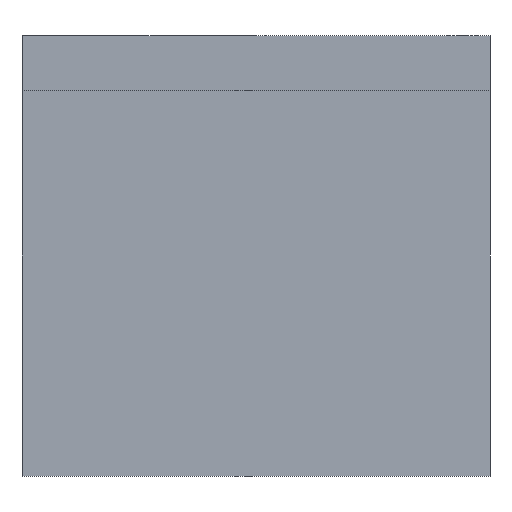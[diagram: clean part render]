
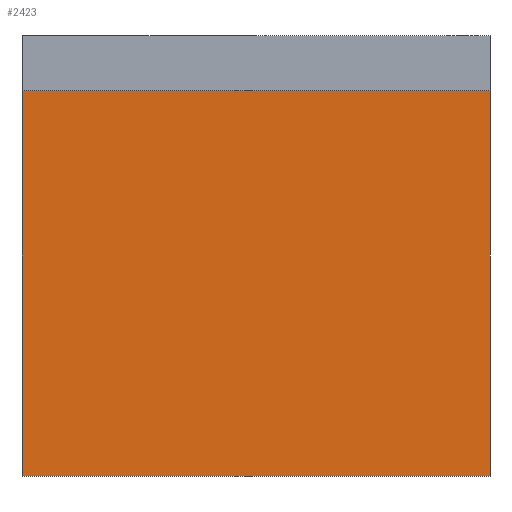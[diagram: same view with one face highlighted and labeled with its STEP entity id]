
A CAD part, left-side view. The second image highlights one B-rep face of the part: STEP entity #2423.
In plain terms, the highlighted planar face has unit normal (-1, 0, 0).
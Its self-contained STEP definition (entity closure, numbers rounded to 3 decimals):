
#22 = VERTEX_POINT('',#23);
#23 = CARTESIAN_POINT('',(-27.5,42.5,-80.));
#32 = PLANE('',#33);
#33 = AXIS2_PLACEMENT_3D('',#34,#35,#36);
#34 = CARTESIAN_POINT('',(-42.5,42.5,-80.));
#35 = DIRECTION('',(0.,1.,0.));
#36 = DIRECTION('',(1.,0.,0.));
#44 = PLANE('',#45);
#45 = AXIS2_PLACEMENT_3D('',#46,#47,#48);
#46 = CARTESIAN_POINT('',(0.,0.,-80.));
#47 = DIRECTION('',(-0.,-0.,-1.));
#48 = DIRECTION('',(-1.,0.,0.));
#56 = EDGE_CURVE('',#22,#57,#59,.T.);
#57 = VERTEX_POINT('',#58);
#58 = CARTESIAN_POINT('',(-27.5,42.5,-10.));
#59 = SURFACE_CURVE('',#60,(#64,#71),.PCURVE_S1.);
#60 = LINE('',#61,#62);
#61 = CARTESIAN_POINT('',(-27.5,42.5,-80.));
#62 = VECTOR('',#63,1.);
#63 = DIRECTION('',(0.,0.,1.));
#64 = PCURVE('',#32,#65);
#65 = DEFINITIONAL_REPRESENTATION('',(#66),#70);
#66 = LINE('',#67,#68);
#67 = CARTESIAN_POINT('',(15.,0.));
#68 = VECTOR('',#69,1.);
#69 = DIRECTION('',(0.,-1.));
#70 = ( GEOMETRIC_REPRESENTATION_CONTEXT(2) 
PARAMETRIC_REPRESENTATION_CONTEXT() REPRESENTATION_CONTEXT('2D SPACE',''
  ) );
#71 = PCURVE('',#72,#77);
#72 = PLANE('',#73);
#73 = AXIS2_PLACEMENT_3D('',#74,#75,#76);
#74 = CARTESIAN_POINT('',(-27.5,-42.5,-80.));
#75 = DIRECTION('',(1.,0.,0.));
#76 = DIRECTION('',(0.,-1.,0.));
#77 = DEFINITIONAL_REPRESENTATION('',(#78),#82);
#78 = LINE('',#79,#80);
#79 = CARTESIAN_POINT('',(-85.,0.));
#80 = VECTOR('',#81,1.);
#81 = DIRECTION('',(-0.,-1.));
#82 = ( GEOMETRIC_REPRESENTATION_CONTEXT(2) 
PARAMETRIC_REPRESENTATION_CONTEXT() REPRESENTATION_CONTEXT('2D SPACE',''
  ) );
#100 = PLANE('',#101);
#101 = AXIS2_PLACEMENT_3D('',#102,#103,#104);
#102 = CARTESIAN_POINT('',(-35.,0.,-10.));
#103 = DIRECTION('',(0.,0.,-1.));
#104 = DIRECTION('',(-1.,-0.,-0.));
#837 = VERTEX_POINT('',#838);
#838 = CARTESIAN_POINT('',(-27.5,-42.5,-80.));
#852 = PLANE('',#853);
#853 = AXIS2_PLACEMENT_3D('',#854,#855,#856);
#854 = CARTESIAN_POINT('',(42.5,-42.5,-80.));
#855 = DIRECTION('',(0.,-1.,0.));
#856 = DIRECTION('',(-1.,0.,0.));
#864 = EDGE_CURVE('',#837,#22,#865,.T.);
#865 = SURFACE_CURVE('',#866,(#870,#877),.PCURVE_S1.);
#866 = LINE('',#867,#868);
#867 = CARTESIAN_POINT('',(-27.5,-42.5,-80.));
#868 = VECTOR('',#869,1.);
#869 = DIRECTION('',(-0.,1.,0.));
#870 = PCURVE('',#44,#871);
#871 = DEFINITIONAL_REPRESENTATION('',(#872),#876);
#872 = LINE('',#873,#874);
#873 = CARTESIAN_POINT('',(27.5,-42.5));
#874 = VECTOR('',#875,1.);
#875 = DIRECTION('',(0.,1.));
#876 = ( GEOMETRIC_REPRESENTATION_CONTEXT(2) 
PARAMETRIC_REPRESENTATION_CONTEXT() REPRESENTATION_CONTEXT('2D SPACE',''
  ) );
#877 = PCURVE('',#72,#878);
#878 = DEFINITIONAL_REPRESENTATION('',(#879),#883);
#879 = LINE('',#880,#881);
#880 = CARTESIAN_POINT('',(-0.,0.));
#881 = VECTOR('',#882,1.);
#882 = DIRECTION('',(-1.,0.));
#883 = ( GEOMETRIC_REPRESENTATION_CONTEXT(2) 
PARAMETRIC_REPRESENTATION_CONTEXT() REPRESENTATION_CONTEXT('2D SPACE',''
  ) );
#2319 = VERTEX_POINT('',#2320);
#2320 = CARTESIAN_POINT('',(-27.5,-42.5,-10.));
#2341 = EDGE_CURVE('',#2319,#57,#2342,.T.);
#2342 = SURFACE_CURVE('',#2343,(#2347,#2354),.PCURVE_S1.);
#2343 = LINE('',#2344,#2345);
#2344 = CARTESIAN_POINT('',(-27.5,-42.5,-10.));
#2345 = VECTOR('',#2346,1.);
#2346 = DIRECTION('',(-0.,1.,0.));
#2347 = PCURVE('',#100,#2348);
#2348 = DEFINITIONAL_REPRESENTATION('',(#2349),#2353);
#2349 = LINE('',#2350,#2351);
#2350 = CARTESIAN_POINT('',(-7.5,-42.5));
#2351 = VECTOR('',#2352,1.);
#2352 = DIRECTION('',(-0.,1.));
#2353 = ( GEOMETRIC_REPRESENTATION_CONTEXT(2) 
PARAMETRIC_REPRESENTATION_CONTEXT() REPRESENTATION_CONTEXT('2D SPACE',''
  ) );
#2354 = PCURVE('',#72,#2355);
#2355 = DEFINITIONAL_REPRESENTATION('',(#2356),#2360);
#2356 = LINE('',#2357,#2358);
#2357 = CARTESIAN_POINT('',(-0.,-70.));
#2358 = VECTOR('',#2359,1.);
#2359 = DIRECTION('',(-1.,0.));
#2360 = ( GEOMETRIC_REPRESENTATION_CONTEXT(2) 
PARAMETRIC_REPRESENTATION_CONTEXT() REPRESENTATION_CONTEXT('2D SPACE',''
  ) );
#2423 = ADVANCED_FACE('',(#2424),#72,.F.);
#2424 = FACE_BOUND('',#2425,.T.);
#2425 = EDGE_LOOP('',(#2426,#2447,#2448,#2449));
#2426 = ORIENTED_EDGE('',*,*,#2427,.T.);
#2427 = EDGE_CURVE('',#837,#2319,#2428,.T.);
#2428 = SURFACE_CURVE('',#2429,(#2433,#2440),.PCURVE_S1.);
#2429 = LINE('',#2430,#2431);
#2430 = CARTESIAN_POINT('',(-27.5,-42.5,-80.));
#2431 = VECTOR('',#2432,1.);
#2432 = DIRECTION('',(0.,0.,1.));
#2433 = PCURVE('',#72,#2434);
#2434 = DEFINITIONAL_REPRESENTATION('',(#2435),#2439);
#2435 = LINE('',#2436,#2437);
#2436 = CARTESIAN_POINT('',(-0.,0.));
#2437 = VECTOR('',#2438,1.);
#2438 = DIRECTION('',(-0.,-1.));
#2439 = ( GEOMETRIC_REPRESENTATION_CONTEXT(2) 
PARAMETRIC_REPRESENTATION_CONTEXT() REPRESENTATION_CONTEXT('2D SPACE',''
  ) );
#2440 = PCURVE('',#852,#2441);
#2441 = DEFINITIONAL_REPRESENTATION('',(#2442),#2446);
#2442 = LINE('',#2443,#2444);
#2443 = CARTESIAN_POINT('',(70.,0.));
#2444 = VECTOR('',#2445,1.);
#2445 = DIRECTION('',(0.,-1.));
#2446 = ( GEOMETRIC_REPRESENTATION_CONTEXT(2) 
PARAMETRIC_REPRESENTATION_CONTEXT() REPRESENTATION_CONTEXT('2D SPACE',''
  ) );
#2447 = ORIENTED_EDGE('',*,*,#2341,.T.);
#2448 = ORIENTED_EDGE('',*,*,#56,.F.);
#2449 = ORIENTED_EDGE('',*,*,#864,.F.);
